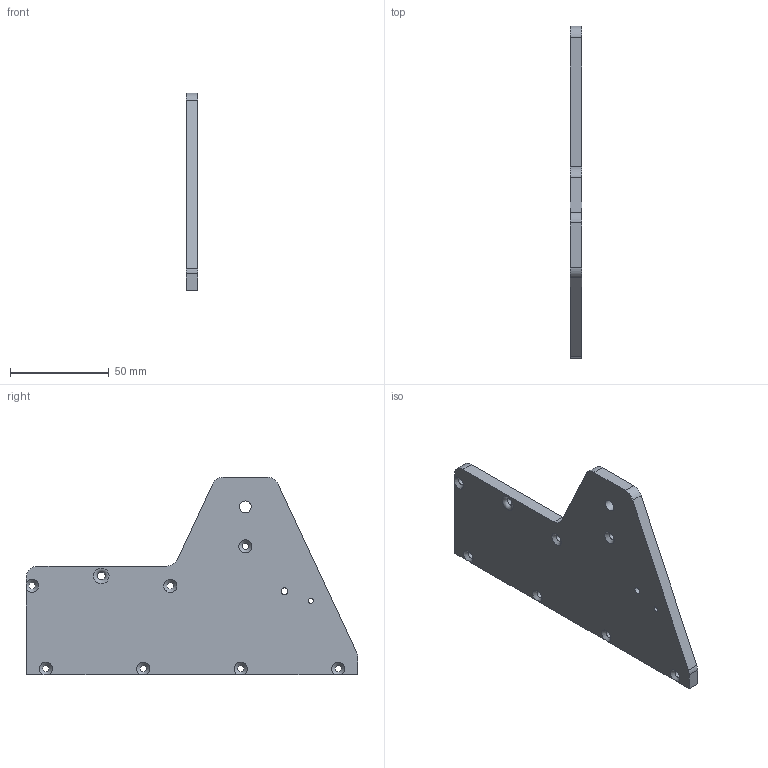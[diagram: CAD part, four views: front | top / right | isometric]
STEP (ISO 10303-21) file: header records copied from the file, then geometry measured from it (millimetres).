
FILE_DESCRIPTION(('FreeCAD Model'),'2;1');
FILE_NAME('Open CASCADE Shape Model','2022-05-02T23:01:57',(''),(''), 'Open CASCADE STEP processor 7.5','FreeCAD','Unknown');
FILE_SCHEMA(('AUTOMOTIVE_DESIGN { 1 0 10303 214 1 1 1 1 }'));
Length unit declared in the file: millimetre
Products named in the file (1): Side_Panel
Bounding box: 6 x 168 x 100 mm (x, y, z)
Volume: 65431 mm3; surface area: 25432.9 mm2
Topology: 1 solids, 1 shells, 34 faces, 102 edges, 65 vertices
Faces by surface type: cylinder 16, plane 9, cone 7, torus 2
Full cylindrical faces by diameter (mm): 2.5 x1, 3.4 x8, 4 x1, 6 x1
Entity records: 1233 total; most frequent: DIRECTION 225, ORIENTED_EDGE 204, CARTESIAN_POINT 202, EDGE_CURVE 102, AXIS2_PLACEMENT_3D 88, VERTEX_POINT 65, FACE_BOUND 51, EDGE_LOOP 51
